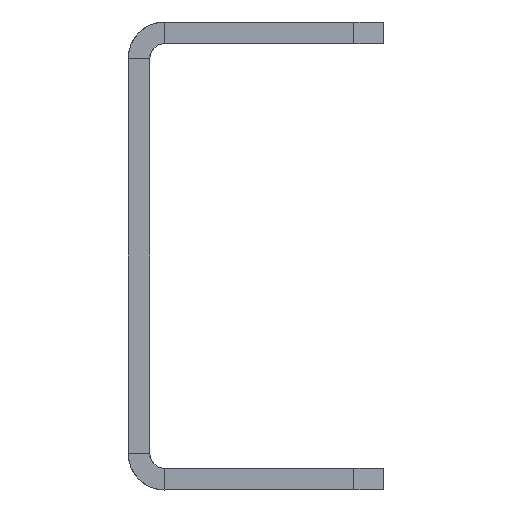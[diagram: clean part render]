
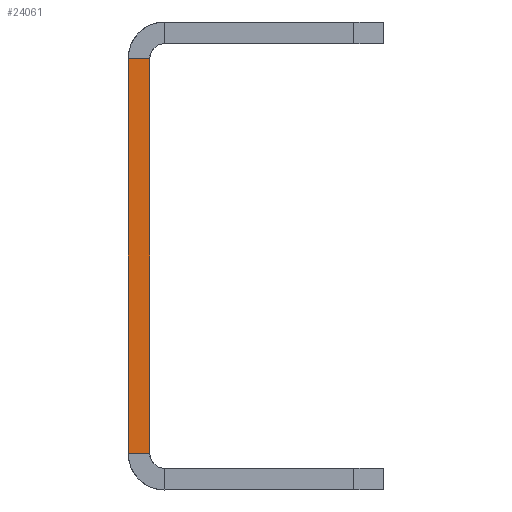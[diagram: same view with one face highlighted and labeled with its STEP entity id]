
A CAD part, left-side view. The second image highlights one B-rep face of the part: STEP entity #24061.
In plain terms, the highlighted planar face has unit normal (-1, 0, 0).
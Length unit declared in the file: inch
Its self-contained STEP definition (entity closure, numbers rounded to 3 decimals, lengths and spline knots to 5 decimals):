
#2845=FACE_OUTER_BOUND('',#4165,.T.);
#4165=EDGE_LOOP('',(#19766,#19767,#19768,#19769));
#5030=LINE('',#35319,#7326);
#5351=LINE('',#36755,#7647);
#5365=LINE('',#36826,#7661);
#6295=LINE('',#39470,#8591);
#7326=VECTOR('',#27998,0.844);
#7647=VECTOR('',#28913,0.046);
#7661=VECTOR('',#28929,0.844);
#8591=VECTOR('',#31613,0.046);
#9578=VERTEX_POINT('',#34902);
#9586=VERTEX_POINT('',#35074);
#9612=VERTEX_POINT('',#35317);
#10222=VERTEX_POINT('',#36825);
#12082=EDGE_CURVE('',#9612,#9578,#5030,.T.);
#12699=EDGE_CURVE('',#9578,#9586,#5351,.T.);
#12713=EDGE_CURVE('',#10222,#9586,#5365,.T.);
#13957=EDGE_CURVE('',#9612,#10222,#6295,.T.);
#19766=ORIENTED_EDGE('',*,*,#12699,.F.);
#19767=ORIENTED_EDGE('',*,*,#12082,.F.);
#19768=ORIENTED_EDGE('',*,*,#13957,.T.);
#19769=ORIENTED_EDGE('',*,*,#12713,.T.);
#21825=PLANE('',#25985);
#24061=ADVANCED_FACE('',(#2845),#21825,.T.);
#25985=AXIS2_PLACEMENT_3D('',#39469,#31611,#31612);
#27998=DIRECTION('',(0.,0.,-1.));
#28913=DIRECTION('',(0.,1.,0.));
#28929=DIRECTION('',(0.,0.,-1.));
#31611=DIRECTION('center_axis',(-1.,0.,0.));
#31612=DIRECTION('ref_axis',(0.,0.,1.));
#31613=DIRECTION('',(0.,1.,0.));
#34902=CARTESIAN_POINT('',(-1.04194,0.,-0.30781));
#35074=CARTESIAN_POINT('',(-1.04194,0.046,-0.30781));
#35317=CARTESIAN_POINT('',(-1.04194,0.,0.53619));
#35319=CARTESIAN_POINT('',(-1.04194,0.,0.53619));
#36755=CARTESIAN_POINT('',(-1.04194,0.,-0.30781));
#36825=CARTESIAN_POINT('',(-1.04194,0.046,0.53619));
#36826=CARTESIAN_POINT('',(-1.04194,0.046,0.53619));
#39469=CARTESIAN_POINT('Origin',(-1.04194,0.046,0.61419));
#39470=CARTESIAN_POINT('',(-1.04194,0.,0.53619));
